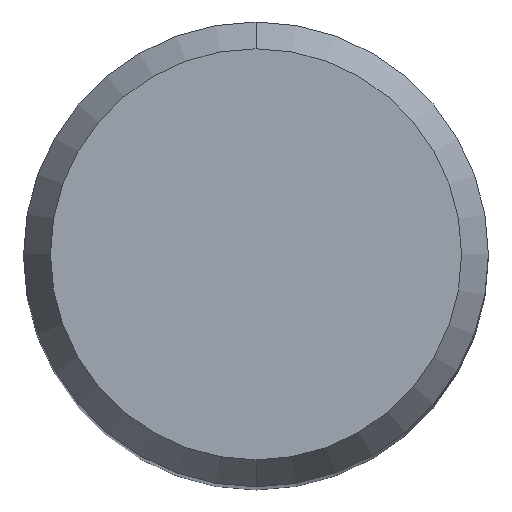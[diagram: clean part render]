
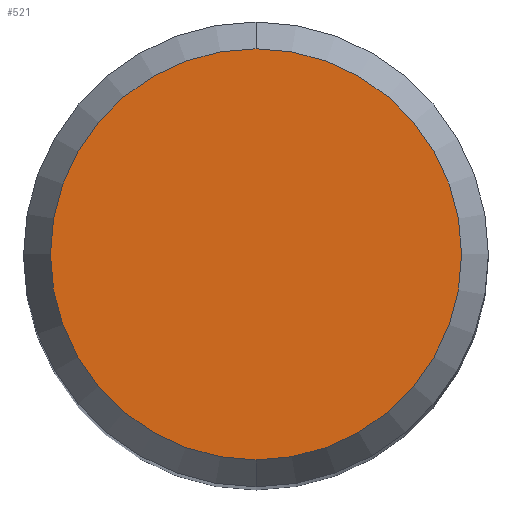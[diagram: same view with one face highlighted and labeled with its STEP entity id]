
A CAD part, top view. The second image highlights one B-rep face of the part: STEP entity #521.
In plain terms, the highlighted planar face has unit normal (0, 0, 1).
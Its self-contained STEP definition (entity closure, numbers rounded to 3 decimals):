
#281=VERTEX_POINT('',#645);
#311=VERTEX_POINT('',#678);
#387=EDGE_CURVE('',#281,#311,#766,.T.);
#405=EDGE_CURVE('',#311,#281,#788,.T.);
#521=ADVANCED_FACE('',(#915),#916,.T.);
#645=CARTESIAN_POINT('',(0.,-4.423,0.0));
#678=CARTESIAN_POINT('',(0.0,4.423,0.0));
#766=CIRCLE('',#1324,4.423);
#788=CIRCLE('',#1350,4.423);
#915=FACE_OUTER_BOUND('',#1629,.T.);
#916=PLANE('',#1630);
#1324=AXIS2_PLACEMENT_3D('',#1934,#1935,#1936);
#1350=AXIS2_PLACEMENT_3D('',#1963,#1964,#1965);
#1629=EDGE_LOOP('',(#2096,#2097));
#1630=AXIS2_PLACEMENT_3D('',#2098,#2099,#2100);
#1934=CARTESIAN_POINT('',(0.0,0.0,0.0));
#1935=DIRECTION('',(0.0,0.0,-1.0));
#1936=DIRECTION('',(0.0,1.0,0.0));
#1963=CARTESIAN_POINT('',(0.0,0.0,0.0));
#1964=DIRECTION('',(0.0,0.0,-1.0));
#1965=DIRECTION('',(0.0,1.0,0.0));
#2096=ORIENTED_EDGE('',*,*,#405,.F.);
#2097=ORIENTED_EDGE('',*,*,#387,.F.);
#2098=CARTESIAN_POINT('',(0.0,2.211,0.0));
#2099=DIRECTION('',(-0.0,0.0,1.0));
#2100=DIRECTION('',(0.0,-1.0,0.0));
